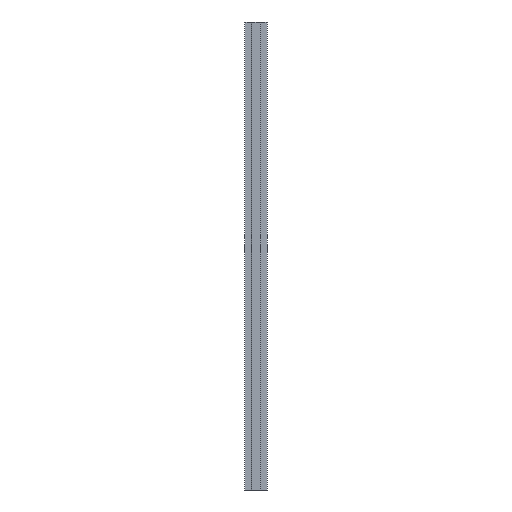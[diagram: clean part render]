
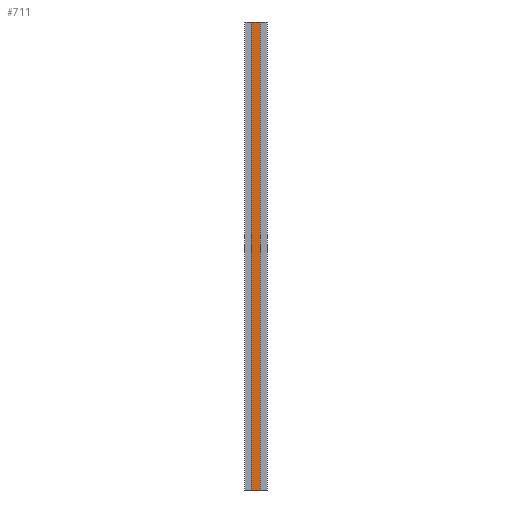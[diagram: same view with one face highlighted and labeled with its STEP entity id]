
A CAD part, left-side view. The second image highlights one B-rep face of the part: STEP entity #711.
In plain terms, the highlighted planar face has unit normal (-1, 0, 0).
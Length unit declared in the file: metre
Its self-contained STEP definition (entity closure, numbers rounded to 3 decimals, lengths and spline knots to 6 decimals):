
#711=ADVANCED_FACE('',(#1460),#1461,.T.);
#1460=FACE_OUTER_BOUND('',#2623,.T.);
#1461=PLANE('',#2624);
#2623=EDGE_LOOP('',(#4055,#4056,#4057,#4058));
#2624=AXIS2_PLACEMENT_3D('',#4059,#4060,#4061);
#4055=ORIENTED_EDGE('',*,*,#5443,.F.);
#4056=ORIENTED_EDGE('',*,*,#5360,.F.);
#4057=ORIENTED_EDGE('',*,*,#5444,.T.);
#4058=ORIENTED_EDGE('',*,*,#5216,.T.);
#4059=CARTESIAN_POINT('',(0.289625,0.121411,0.0));
#4060=DIRECTION('',(-1.0,0.,0.0));
#4061=DIRECTION('',(0.,-1.0,0.0));
#5216=EDGE_CURVE('',#5976,#5973,#5977,.T.);
#5360=EDGE_CURVE('',#6206,#6204,#6208,.T.);
#5443=EDGE_CURVE('',#6204,#5973,#6333,.T.);
#5444=EDGE_CURVE('',#6206,#5976,#6334,.T.);
#5973=VERTEX_POINT('',#7051);
#5976=VERTEX_POINT('',#7054);
#5977=LINE('',#7055,#7056);
#6204=VERTEX_POINT('',#7388);
#6206=VERTEX_POINT('',#7390);
#6208=LINE('',#7392,#7393);
#6333=LINE('',#7579,#7580);
#6334=LINE('',#7581,#7582);
#7051=CARTESIAN_POINT('',(0.289625,0.121411,1.2192));
#7054=CARTESIAN_POINT('',(0.289625,0.121411,0.0));
#7055=CARTESIAN_POINT('',(0.289625,0.121411,0.0));
#7056=VECTOR('',#8217,1.0);
#7388=CARTESIAN_POINT('',(0.289625,0.143001,1.2192));
#7390=CARTESIAN_POINT('',(0.289625,0.143001,0.0));
#7392=CARTESIAN_POINT('',(0.289625,0.143001,0.0));
#7393=VECTOR('',#8338,1.0);
#7579=CARTESIAN_POINT('',(0.289625,0.121411,1.2192));
#7580=VECTOR('',#8400,1.0);
#7581=CARTESIAN_POINT('',(0.289625,0.121411,0.0));
#7582=VECTOR('',#8401,1.0);
#8217=DIRECTION('',(0.0,0.0,1.0));
#8338=DIRECTION('',(0.0,0.0,1.0));
#8400=DIRECTION('',(0.,-1.0,0.0));
#8401=DIRECTION('',(0.,-1.0,0.0));
